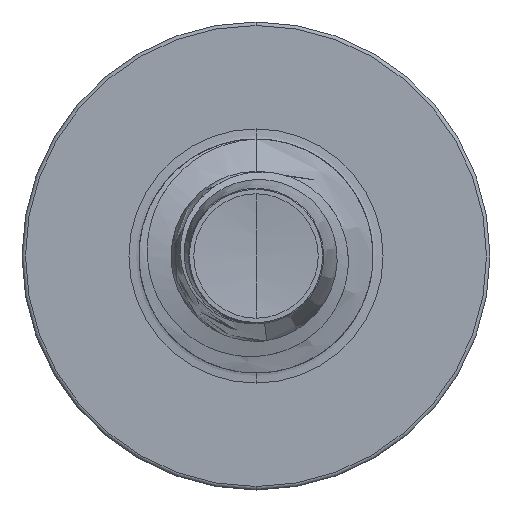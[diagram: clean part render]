
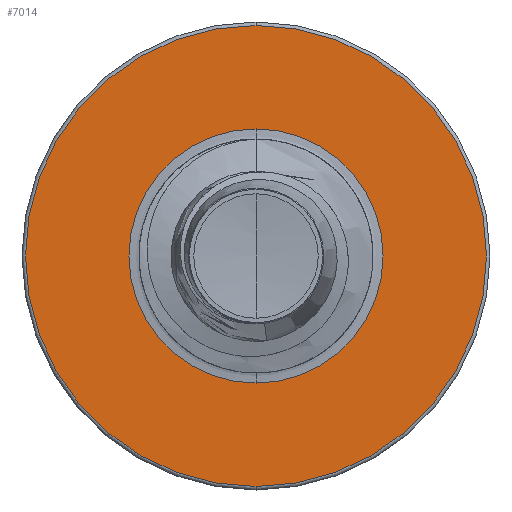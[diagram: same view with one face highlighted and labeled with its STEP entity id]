
A CAD part, front view. The second image highlights one B-rep face of the part: STEP entity #7014.
In plain terms, the highlighted planar face has unit normal (0, -1, 0).
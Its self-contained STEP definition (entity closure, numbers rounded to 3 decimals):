
#263 = CIRCLE ( 'NONE', #6541, 1.97 ) ;
#279 = AXIS2_PLACEMENT_3D ( 'NONE', #2145, #13993, #4152 ) ;
#555 = DIRECTION ( 'NONE',  ( 0., 0., 1. ) ) ;
#668 = CARTESIAN_POINT ( 'NONE',  ( 0., 9., -1.086 ) ) ;
#1670 = AXIS2_PLACEMENT_3D ( 'NONE', #4501, #4413, #4408 ) ;
#2145 = CARTESIAN_POINT ( 'NONE',  ( 0., 9., 0. ) ) ;
#2801 = CARTESIAN_POINT ( 'NONE',  ( 0., 9., 1.97 ) ) ;
#3159 = AXIS2_PLACEMENT_3D ( 'NONE', #16460, #16450, #16448 ) ;
#4152 = DIRECTION ( 'NONE',  ( 0., 0., 1. ) ) ;
#4408 = DIRECTION ( 'NONE',  ( 0., 0., 1. ) ) ;
#4413 = DIRECTION ( 'NONE',  ( 0., 1., 0. ) ) ;
#4501 = CARTESIAN_POINT ( 'NONE',  ( 0., 9., -1.086 ) ) ;
#4591 = PLANE ( 'NONE',  #1670 ) ;
#4931 = ORIENTED_EDGE ( 'NONE', *, *, #13542, .T. ) ;
#5239 = CIRCLE ( 'NONE', #17361, 1.086 ) ;
#5964 = EDGE_CURVE ( 'NONE', #9944, #15391, #16542, .T. ) ;
#6541 = AXIS2_PLACEMENT_3D ( 'NONE', #10913, #10895, #10873 ) ;
#7014 = ADVANCED_FACE ( 'NONE', ( #9753, #10699 ), #4591, .F. ) ;
#7483 = ORIENTED_EDGE ( 'NONE', *, *, #17103, .T. ) ;
#8802 = EDGE_LOOP ( 'NONE', ( #4931, #7483 ) ) ;
#9671 = VERTEX_POINT ( 'NONE', #13996 ) ;
#9753 = FACE_OUTER_BOUND ( 'NONE', #17092, .T. ) ;
#9944 = VERTEX_POINT ( 'NONE', #12497 ) ;
#9974 = CIRCLE ( 'NONE', #279, 1.086 ) ;
#10536 = ORIENTED_EDGE ( 'NONE', *, *, #5964, .F. ) ;
#10699 = FACE_BOUND ( 'NONE', #8802, .T. ) ;
#10873 = DIRECTION ( 'NONE',  ( 0., 0., 1. ) ) ;
#10895 = DIRECTION ( 'NONE',  ( 0., 1., 0. ) ) ;
#10913 = CARTESIAN_POINT ( 'NONE',  ( 0., 9., 0. ) ) ;
#11478 = DIRECTION ( 'NONE',  ( 0., 1., 0. ) ) ;
#11535 = VERTEX_POINT ( 'NONE', #668 ) ;
#12497 = CARTESIAN_POINT ( 'NONE',  ( 0., 9., -1.97 ) ) ;
#12643 = EDGE_CURVE ( 'NONE', #15391, #9944, #263, .T. ) ;
#13542 = EDGE_CURVE ( 'NONE', #9671, #11535, #9974, .T. ) ;
#13993 = DIRECTION ( 'NONE',  ( 0., 1., 0. ) ) ;
#13996 = CARTESIAN_POINT ( 'NONE',  ( 0., 9., 1.086 ) ) ;
#15391 = VERTEX_POINT ( 'NONE', #2801 ) ;
#16448 = DIRECTION ( 'NONE',  ( 0., 0., 1. ) ) ;
#16450 = DIRECTION ( 'NONE',  ( 0., 1., 0. ) ) ;
#16460 = CARTESIAN_POINT ( 'NONE',  ( 0., 9., 0. ) ) ;
#16542 = CIRCLE ( 'NONE', #3159, 1.97 ) ;
#17092 = EDGE_LOOP ( 'NONE', ( #18201, #10536 ) ) ;
#17103 = EDGE_CURVE ( 'NONE', #11535, #9671, #5239, .T. ) ;
#17361 = AXIS2_PLACEMENT_3D ( 'NONE', #18309, #11478, #555 ) ;
#18201 = ORIENTED_EDGE ( 'NONE', *, *, #12643, .F. ) ;
#18309 = CARTESIAN_POINT ( 'NONE',  ( 0., 9., 0. ) ) ;
